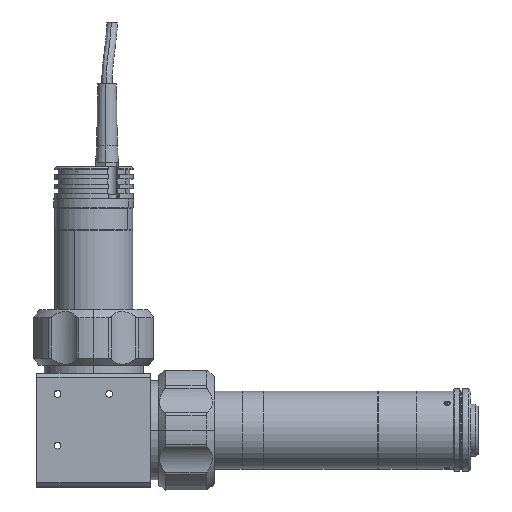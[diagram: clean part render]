
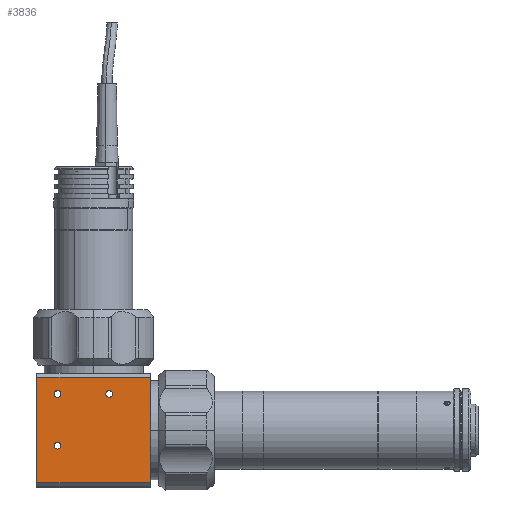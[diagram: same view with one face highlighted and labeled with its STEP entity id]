
A CAD part, top view. The second image highlights one B-rep face of the part: STEP entity #3836.
In plain terms, the highlighted planar face has unit normal (0, 0, 1).
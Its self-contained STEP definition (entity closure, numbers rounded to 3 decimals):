
#68 = CARTESIAN_POINT ( 'NONE',  ( -17.5, 17.5, 32. ) ) ;
#339 = CARTESIAN_POINT ( 'NONE',  ( -27.5, 25.5, 32. ) ) ;
#481 = LINE ( 'NONE', #7120, #12669 ) ;
#719 = AXIS2_PLACEMENT_3D ( 'NONE', #5532, #3585, #8947 ) ;
#785 = DIRECTION ( 'NONE',  ( 0., 0., 1. ) ) ;
#913 = DIRECTION ( 'NONE',  ( 0., 0., 1. ) ) ;
#1349 = DIRECTION ( 'NONE',  ( 1., 0., 0. ) ) ;
#1480 = ORIENTED_EDGE ( 'NONE', *, *, #10113, .F. ) ;
#1773 = VERTEX_POINT ( 'NONE', #7949 ) ;
#1866 = CIRCLE ( 'NONE', #719, 1.65 ) ;
#2189 = ORIENTED_EDGE ( 'NONE', *, *, #3415, .T. ) ;
#2300 = AXIS2_PLACEMENT_3D ( 'NONE', #10823, #913, #4298 ) ;
#2813 = ORIENTED_EDGE ( 'NONE', *, *, #13243, .F. ) ;
#2819 = EDGE_LOOP ( 'NONE', ( #1480, #3197 ) ) ;
#3088 = CARTESIAN_POINT ( 'NONE',  ( 7.5, 17.5, 32. ) ) ;
#3096 = DIRECTION ( 'NONE',  ( 0., 0., -1. ) ) ;
#3165 = ORIENTED_EDGE ( 'NONE', *, *, #3932, .F. ) ;
#3166 = PLANE ( 'NONE',  #4399 ) ;
#3197 = ORIENTED_EDGE ( 'NONE', *, *, #9228, .F. ) ;
#3257 = DIRECTION ( 'NONE',  ( 1., 0., 0. ) ) ;
#3415 = EDGE_CURVE ( 'NONE', #13214, #9268, #3802, .T. ) ;
#3430 = VECTOR ( 'NONE', #10180, 1000. ) ;
#3481 = VERTEX_POINT ( 'NONE', #11478 ) ;
#3585 = DIRECTION ( 'NONE',  ( 0., 0., 1. ) ) ;
#3650 = LINE ( 'NONE', #11329, #3430 ) ;
#3802 = LINE ( 'NONE', #10328, #7792 ) ;
#3836 = ADVANCED_FACE ( 'NONE', ( #5327, #5464, #10695, #6484 ), #3166, .F. ) ;
#3932 = EDGE_CURVE ( 'NONE', #12015, #8111, #1866, .T. ) ;
#4298 = DIRECTION ( 'NONE',  ( 1., 0., 0. ) ) ;
#4399 = AXIS2_PLACEMENT_3D ( 'NONE', #14112, #3096, #5189 ) ;
#4546 = DIRECTION ( 'NONE',  ( 0., 0., 1. ) ) ;
#4962 = CARTESIAN_POINT ( 'NONE',  ( 27.5, 25.5, 32. ) ) ;
#5138 = CARTESIAN_POINT ( 'NONE',  ( -17.5, 17.5, 32. ) ) ;
#5189 = DIRECTION ( 'NONE',  ( -1., 0., 0. ) ) ;
#5327 = FACE_BOUND ( 'NONE', #5498, .T. ) ;
#5464 = FACE_BOUND ( 'NONE', #5865, .T. ) ;
#5498 = EDGE_LOOP ( 'NONE', ( #13426, #10505 ) ) ;
#5532 = CARTESIAN_POINT ( 'NONE',  ( 7.5, 17.5, 32. ) ) ;
#5542 = CARTESIAN_POINT ( 'NONE',  ( -19.15, 17.5, 32. ) ) ;
#5865 = EDGE_LOOP ( 'NONE', ( #3165, #2813 ) ) ;
#5896 = DIRECTION ( 'NONE',  ( -1., 0., 0. ) ) ;
#6049 = CARTESIAN_POINT ( 'NONE',  ( -27.5, -27.5, 32. ) ) ;
#6091 = CARTESIAN_POINT ( 'NONE',  ( -27.5, -25.5, 32. ) ) ;
#6288 = AXIS2_PLACEMENT_3D ( 'NONE', #3088, #785, #8512 ) ;
#6308 = ORIENTED_EDGE ( 'NONE', *, *, #6943, .T. ) ;
#6484 = FACE_OUTER_BOUND ( 'NONE', #14292, .T. ) ;
#6928 = EDGE_CURVE ( 'NONE', #9422, #8474, #481, .T. ) ;
#6943 = EDGE_CURVE ( 'NONE', #8474, #13214, #3650, .T. ) ;
#7120 = CARTESIAN_POINT ( 'NONE',  ( 0., -25.5, 32. ) ) ;
#7161 = VERTEX_POINT ( 'NONE', #7772 ) ;
#7190 = ORIENTED_EDGE ( 'NONE', *, *, #11249, .T. ) ;
#7275 = LINE ( 'NONE', #6049, #11554 ) ;
#7525 = EDGE_CURVE ( 'NONE', #3481, #12701, #14245, .T. ) ;
#7686 = CIRCLE ( 'NONE', #6288, 1.65 ) ;
#7772 = CARTESIAN_POINT ( 'NONE',  ( -19.15, -7.5, 32. ) ) ;
#7792 = VECTOR ( 'NONE', #5896, 1000. ) ;
#7949 = CARTESIAN_POINT ( 'NONE',  ( -15.85, -7.5, 32. ) ) ;
#7974 = AXIS2_PLACEMENT_3D ( 'NONE', #68, #8003, #11113 ) ;
#8003 = DIRECTION ( 'NONE',  ( 0., 0., 1. ) ) ;
#8111 = VERTEX_POINT ( 'NONE', #9423 ) ;
#8474 = VERTEX_POINT ( 'NONE', #14110 ) ;
#8512 = DIRECTION ( 'NONE',  ( 1., 0., 0. ) ) ;
#8535 = CIRCLE ( 'NONE', #2300, 1.65 ) ;
#8903 = CARTESIAN_POINT ( 'NONE',  ( -17.5, -7.5, 32. ) ) ;
#8947 = DIRECTION ( 'NONE',  ( 1., 0., 0. ) ) ;
#9114 = ORIENTED_EDGE ( 'NONE', *, *, #6928, .T. ) ;
#9228 = EDGE_CURVE ( 'NONE', #7161, #1773, #8535, .T. ) ;
#9265 = AXIS2_PLACEMENT_3D ( 'NONE', #5138, #11721, #12886 ) ;
#9268 = VERTEX_POINT ( 'NONE', #339 ) ;
#9422 = VERTEX_POINT ( 'NONE', #6091 ) ;
#9423 = CARTESIAN_POINT ( 'NONE',  ( 5.85, 17.5, 32. ) ) ;
#10085 = CARTESIAN_POINT ( 'NONE',  ( 9.15, 17.5, 32. ) ) ;
#10113 = EDGE_CURVE ( 'NONE', #1773, #7161, #11106, .T. ) ;
#10180 = DIRECTION ( 'NONE',  ( 0., 1., 0. ) ) ;
#10328 = CARTESIAN_POINT ( 'NONE',  ( 0., 25.5, 32. ) ) ;
#10409 = AXIS2_PLACEMENT_3D ( 'NONE', #8903, #4546, #3257 ) ;
#10505 = ORIENTED_EDGE ( 'NONE', *, *, #12073, .F. ) ;
#10656 = CIRCLE ( 'NONE', #9265, 1.65 ) ;
#10695 = FACE_BOUND ( 'NONE', #2819, .T. ) ;
#10823 = CARTESIAN_POINT ( 'NONE',  ( -17.5, -7.5, 32. ) ) ;
#11106 = CIRCLE ( 'NONE', #10409, 1.65 ) ;
#11113 = DIRECTION ( 'NONE',  ( 1., 0., 0. ) ) ;
#11249 = EDGE_CURVE ( 'NONE', #9268, #9422, #7275, .T. ) ;
#11329 = CARTESIAN_POINT ( 'NONE',  ( 27.5, -27.5, 32. ) ) ;
#11478 = CARTESIAN_POINT ( 'NONE',  ( -15.85, 17.5, 32. ) ) ;
#11554 = VECTOR ( 'NONE', #12924, 1000. ) ;
#11721 = DIRECTION ( 'NONE',  ( 0., 0., 1. ) ) ;
#12015 = VERTEX_POINT ( 'NONE', #10085 ) ;
#12073 = EDGE_CURVE ( 'NONE', #12701, #3481, #10656, .T. ) ;
#12669 = VECTOR ( 'NONE', #1349, 1000. ) ;
#12701 = VERTEX_POINT ( 'NONE', #5542 ) ;
#12886 = DIRECTION ( 'NONE',  ( 1., 0., 0. ) ) ;
#12924 = DIRECTION ( 'NONE',  ( 0., -1., 0. ) ) ;
#13214 = VERTEX_POINT ( 'NONE', #4962 ) ;
#13243 = EDGE_CURVE ( 'NONE', #8111, #12015, #7686, .T. ) ;
#13426 = ORIENTED_EDGE ( 'NONE', *, *, #7525, .F. ) ;
#14110 = CARTESIAN_POINT ( 'NONE',  ( 27.5, -25.5, 32. ) ) ;
#14112 = CARTESIAN_POINT ( 'NONE',  ( 0., 0., 32. ) ) ;
#14245 = CIRCLE ( 'NONE', #7974, 1.65 ) ;
#14292 = EDGE_LOOP ( 'NONE', ( #7190, #9114, #6308, #2189 ) ) ;
